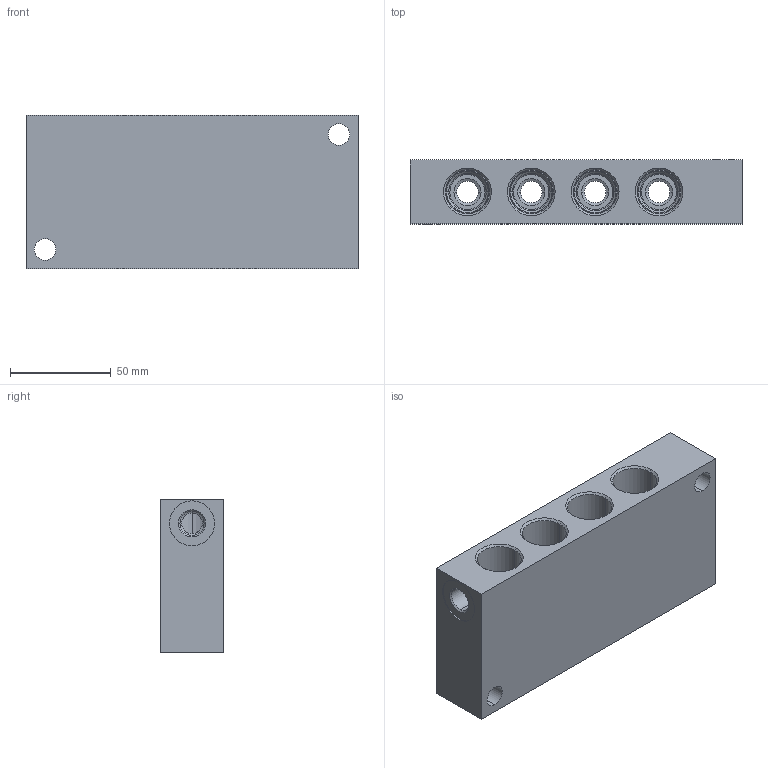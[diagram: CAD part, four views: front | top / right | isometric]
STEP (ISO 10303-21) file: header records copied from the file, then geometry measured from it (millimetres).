
FILE_DESCRIPTION((''),'2;1');
FILE_NAME('VVL_ASM','2020-08-18T',('ProEService'),(''),'PRO/ENGINEER BY PARAMETRIC TECHNOLOGY CORPORATION, 2014200','PRO/ENGINEER BY PARAMETRIC TECHNOLOGY CORPORATION, 2014200','');
FILE_SCHEMA(('CONFIG_CONTROL_DESIGN'));
Length unit declared in the file: inch
Products named in the file (2): 152-869-003; VVL_ASM
Assembly tree (1 placements, depth 2):
  VVL_ASM
    152-869-003
Bounding box: 165.1 x 31.75 x 76.2 mm (x, y, z)
Volume: 311600 mm3; surface area: 59948.2 mm2
Topology: 1 solids, 1 shells, 172 faces, 679 edges, 634 vertices
Faces by surface type: cylinder 87, cone 65, plane 20
Entity records: 7374 total; most frequent: CARTESIAN_POINT 1855, DIRECTION 1207, ORIENTED_EDGE 780, VECTOR 459, LINE 459, EDGE_CURVE 390, AXIS2_PLACEMENT_3D 374, TRIMMED_CURVE 287
